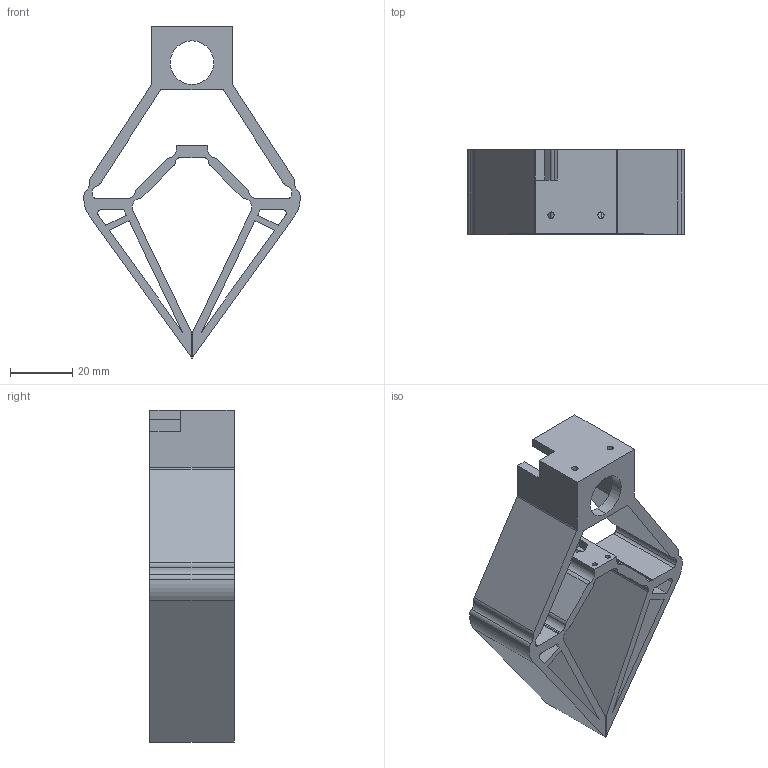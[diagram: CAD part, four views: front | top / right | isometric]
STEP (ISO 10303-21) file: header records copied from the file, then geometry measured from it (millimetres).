
FILE_DESCRIPTION (( 'STEP AP214' ), '1' );
FILE_NAME ('gripper_v8.STEP', '2025-02-04T23:01:07', ( '' ), ( '' ), 'SwSTEP 2.0', 'SolidWorks 2018', '' );
FILE_SCHEMA (( 'AUTOMOTIVE_DESIGN' ));
Length unit declared in the file: millimetre
Products named in the file (1): gripper_v8
Bounding box: 69.39 x 27 x 106.42 mm (x, y, z)
Volume: 34195 mm3; surface area: 26418.2 mm2
Topology: 1 solids, 1 shells, 120 faces, 364 edges, 242 vertices
Faces by surface type: cylinder 64, plane 56
Entity records: 4222 total; most frequent: CARTESIAN_POINT 783, ORIENTED_EDGE 728, DIRECTION 710, EDGE_CURVE 364, VERTEX_POINT 242, AXIS2_PLACEMENT_3D 241, VECTOR 228, LINE 228
